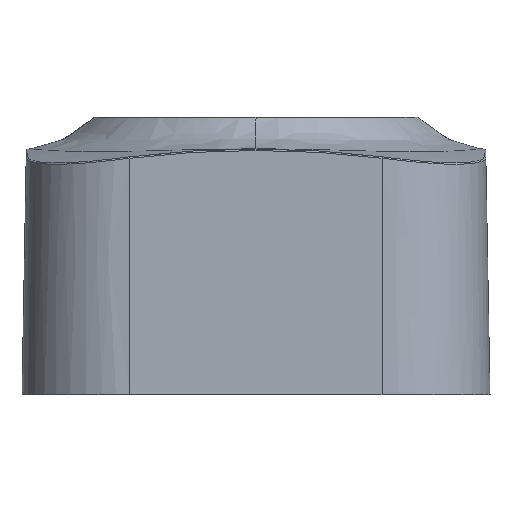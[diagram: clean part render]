
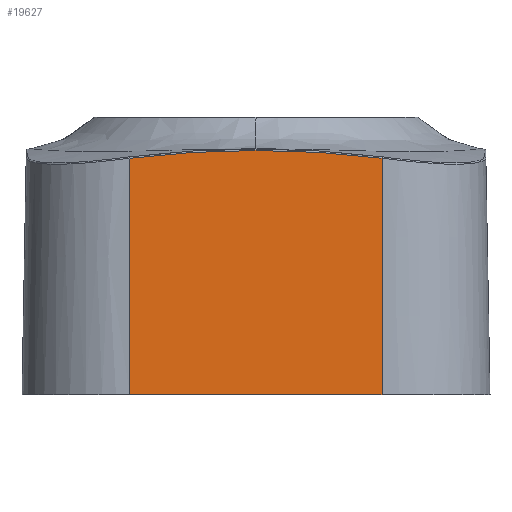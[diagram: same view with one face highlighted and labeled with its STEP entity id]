
A CAD part, left-side view. The second image highlights one B-rep face of the part: STEP entity #19627.
In plain terms, the highlighted planar face has unit normal (-1, 0, 0.018).
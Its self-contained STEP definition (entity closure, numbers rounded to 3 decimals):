
#230 = B_SPLINE_CURVE_WITH_KNOTS ( 'NONE', 3,
 ( #15539, #10924, #17183, #20265 ),
 .UNSPECIFIED., .F., .F.,
 ( 4, 4 ),
 ( 0., 1. ),
 .UNSPECIFIED. ) ;
#704 = CARTESIAN_POINT ( 'NONE',  ( -31.926, -17.5, 35.277 ) ) ;
#958 = B_SPLINE_CURVE_WITH_KNOTS ( 'NONE', 3,
 ( #10170, #16431, #8335, #9968 ),
 .UNSPECIFIED., .F., .F.,
 ( 4, 4 ),
 ( 0., 1. ),
 .UNSPECIFIED. ) ;
#1478 = EDGE_CURVE ( 'NONE', #11566, #3082, #958, .T. ) ;
#1675 = CARTESIAN_POINT ( 'NONE',  ( -32.5, 17.5, 2.4 ) ) ;
#2380 = VERTEX_POINT ( 'NONE', #10250 ) ;
#3082 = VERTEX_POINT ( 'NONE', #17246 ) ;
#3202 = VERTEX_POINT ( 'NONE', #6355 ) ;
#4683 = ORIENTED_EDGE ( 'NONE', *, *, #7463, .T. ) ;
#4728 = FACE_OUTER_BOUND ( 'NONE', #8601, .T. ) ;
#5321 = CARTESIAN_POINT ( 'NONE',  ( -31.907, -4.387, 36.356 ) ) ;
#5345 = EDGE_CURVE ( 'NONE', #3202, #2380, #18979, .T. ) ;
#5676 = B_SPLINE_CURVE_WITH_KNOTS ( 'NONE', 3,
 ( #10002, #8170, #14723, #704 ),
 .UNSPECIFIED., .F., .F.,
 ( 4, 4 ),
 ( 0., 1. ),
 .UNSPECIFIED. ) ;
#5829 = ORIENTED_EDGE ( 'NONE', *, *, #5345, .F. ) ;
#6213 = CARTESIAN_POINT ( 'NONE',  ( -31.907, 5.859, 36.356 ) ) ;
#6355 = CARTESIAN_POINT ( 'NONE',  ( -31.907, 0., 36.356 ) ) ;
#6666 = EDGE_CURVE ( 'NONE', #12929, #2380, #5676, .T. ) ;
#7463 = EDGE_CURVE ( 'NONE', #3202, #11566, #13232, .T. ) ;
#7902 = DIRECTION ( 'NONE',  ( -1., 0., 0.017 ) ) ;
#8170 = CARTESIAN_POINT ( 'NONE',  ( -32.309, -17.5, 13.359 ) ) ;
#8197 = ORIENTED_EDGE ( 'NONE', *, *, #16740, .T. ) ;
#8335 = CARTESIAN_POINT ( 'NONE',  ( -32.309, 17.5, 13.359 ) ) ;
#8601 = EDGE_LOOP ( 'NONE', ( #8197, #16490, #5829, #4683, #17220 ) ) ;
#9968 = CARTESIAN_POINT ( 'NONE',  ( -32.5, 17.5, 2.4 ) ) ;
#10002 = CARTESIAN_POINT ( 'NONE',  ( -32.5, -17.5, 2.4 ) ) ;
#10023 = CARTESIAN_POINT ( 'NONE',  ( -31.907, 0., 36.356 ) ) ;
#10170 = CARTESIAN_POINT ( 'NONE',  ( -31.926, 17.5, 35.277 ) ) ;
#10250 = CARTESIAN_POINT ( 'NONE',  ( -31.926, -17.5, 35.277 ) ) ;
#10924 = CARTESIAN_POINT ( 'NONE',  ( -32.5, 5.833, 2.4 ) ) ;
#10967 = PLANE ( 'NONE',  #11728 ) ;
#11438 = CARTESIAN_POINT ( 'NONE',  ( -31.926, 17.5, 35.277 ) ) ;
#11484 = CARTESIAN_POINT ( 'NONE',  ( -31.917, -13.146, 35.816 ) ) ;
#11566 = VERTEX_POINT ( 'NONE', #16789 ) ;
#11580 = CARTESIAN_POINT ( 'NONE',  ( -31.926, -17.5, 35.277 ) ) ;
#11728 = AXIS2_PLACEMENT_3D ( 'NONE', #1675, #7902, #13325 ) ;
#12929 = VERTEX_POINT ( 'NONE', #17577 ) ;
#13232 = B_SPLINE_CURVE_WITH_KNOTS ( 'NONE', 3,
 ( #20255, #6213, #19332, #11438 ),
 .UNSPECIFIED., .F., .F.,
 ( 4, 4 ),
 ( 0., 1. ),
 .UNSPECIFIED. ) ;
#13325 = DIRECTION ( 'NONE',  ( 0., 1., 0. ) ) ;
#14646 = CARTESIAN_POINT ( 'NONE',  ( -31.91, -8.773, 36.177 ) ) ;
#14723 = CARTESIAN_POINT ( 'NONE',  ( -32.117, -17.5, 24.318 ) ) ;
#14849 = CARTESIAN_POINT ( 'NONE',  ( -31.926, -17.5, 35.277 ) ) ;
#15539 = CARTESIAN_POINT ( 'NONE',  ( -32.5, 17.5, 2.4 ) ) ;
#16083 = CARTESIAN_POINT ( 'NONE',  ( -31.926, -17.5, 35.277 ) ) ;
#16282 = CARTESIAN_POINT ( 'NONE',  ( -31.926, -17.5, 35.277 ) ) ;
#16431 = CARTESIAN_POINT ( 'NONE',  ( -32.117, 17.5, 24.318 ) ) ;
#16490 = ORIENTED_EDGE ( 'NONE', *, *, #6666, .T. ) ;
#16740 = EDGE_CURVE ( 'NONE', #3082, #12929, #230, .T. ) ;
#16789 = CARTESIAN_POINT ( 'NONE',  ( -31.926, 17.5, 35.277 ) ) ;
#17183 = CARTESIAN_POINT ( 'NONE',  ( -32.5, -5.833, 2.4 ) ) ;
#17220 = ORIENTED_EDGE ( 'NONE', *, *, #1478, .T. ) ;
#17246 = CARTESIAN_POINT ( 'NONE',  ( -32.5, 17.5, 2.4 ) ) ;
#17577 = CARTESIAN_POINT ( 'NONE',  ( -32.5, -17.5, 2.4 ) ) ;
#17722 = CARTESIAN_POINT ( 'NONE',  ( -31.926, -17.5, 35.277 ) ) ;
#18979 = B_SPLINE_CURVE_WITH_KNOTS ( 'NONE', 4,
 ( #10023, #5321, #14646, #11484, #14849, #11580, #16282, #17722, #16083 ),
 .UNSPECIFIED., .F., .F.,
 ( 5, 4, 5 ),
 ( 0., 1., 1. ),
 .UNSPECIFIED. ) ;
#19332 = CARTESIAN_POINT ( 'NONE',  ( -31.914, 11.692, 35.996 ) ) ;
#19627 = ADVANCED_FACE ( 'NONE', ( #4728 ), #10967, .T. ) ;
#20255 = CARTESIAN_POINT ( 'NONE',  ( -31.907, 0., 36.356 ) ) ;
#20265 = CARTESIAN_POINT ( 'NONE',  ( -32.5, -17.5, 2.4 ) ) ;
